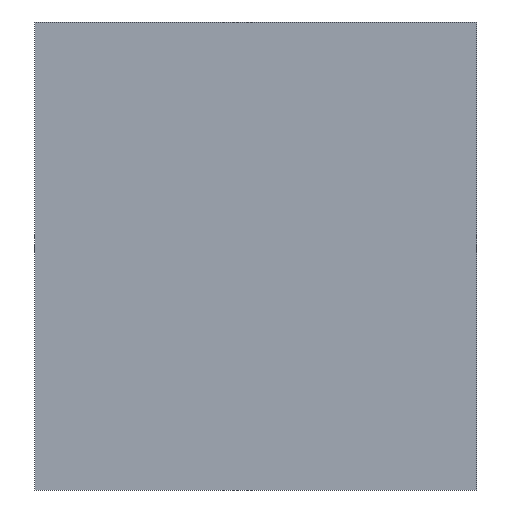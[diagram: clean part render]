
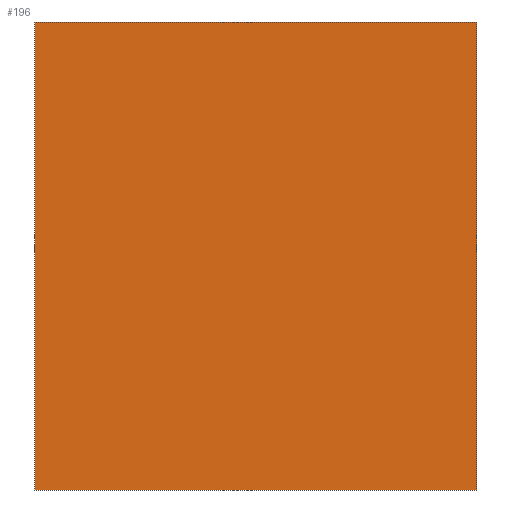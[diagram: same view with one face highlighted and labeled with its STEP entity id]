
A CAD part, front view. The second image highlights one B-rep face of the part: STEP entity #196.
In plain terms, the highlighted planar face has unit normal (0, -1, 0).
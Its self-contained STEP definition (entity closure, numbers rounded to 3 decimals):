
#26=FACE_OUTER_BOUND('',#37,.T.);
#37=EDGE_LOOP('',(#143,#144,#145,#146));
#48=LINE('',#294,#72);
#52=LINE('',#302,#76);
#54=LINE('',#306,#78);
#55=LINE('',#307,#79);
#72=VECTOR('',#240,10.);
#76=VECTOR('',#246,10.);
#78=VECTOR('',#250,10.);
#79=VECTOR('',#251,10.);
#95=VERTEX_POINT('',#290);
#97=VERTEX_POINT('',#293);
#99=VERTEX_POINT('',#299);
#101=VERTEX_POINT('',#305);
#112=EDGE_CURVE('',#97,#95,#48,.T.);
#116=EDGE_CURVE('',#95,#99,#52,.T.);
#118=EDGE_CURVE('',#99,#101,#54,.T.);
#119=EDGE_CURVE('',#101,#97,#55,.T.);
#143=ORIENTED_EDGE('',*,*,#118,.T.);
#144=ORIENTED_EDGE('',*,*,#119,.T.);
#145=ORIENTED_EDGE('',*,*,#112,.T.);
#146=ORIENTED_EDGE('',*,*,#116,.T.);
#185=PLANE('',#222);
#196=ADVANCED_FACE('',(#26),#185,.T.);
#222=AXIS2_PLACEMENT_3D('',#304,#248,#249);
#240=DIRECTION('',(0.,0.,-1.));
#246=DIRECTION('',(1.,0.,0.));
#248=DIRECTION('center_axis',(0.,-1.,0.));
#249=DIRECTION('ref_axis',(0.,0.,-1.));
#250=DIRECTION('',(0.,0.,1.));
#251=DIRECTION('',(-1.,0.,0.));
#290=CARTESIAN_POINT('',(-17.,-0.2,-18.));
#293=CARTESIAN_POINT('',(-17.,-0.2,18.));
#294=CARTESIAN_POINT('',(-17.,-0.2,-18.));
#299=CARTESIAN_POINT('',(17.,-0.2,-18.));
#302=CARTESIAN_POINT('',(17.,-0.2,-18.));
#304=CARTESIAN_POINT('Origin',(0.,-0.2,-2.468));
#305=CARTESIAN_POINT('',(17.,-0.2,18.));
#306=CARTESIAN_POINT('',(17.,-0.2,18.));
#307=CARTESIAN_POINT('',(-17.,-0.2,18.));
